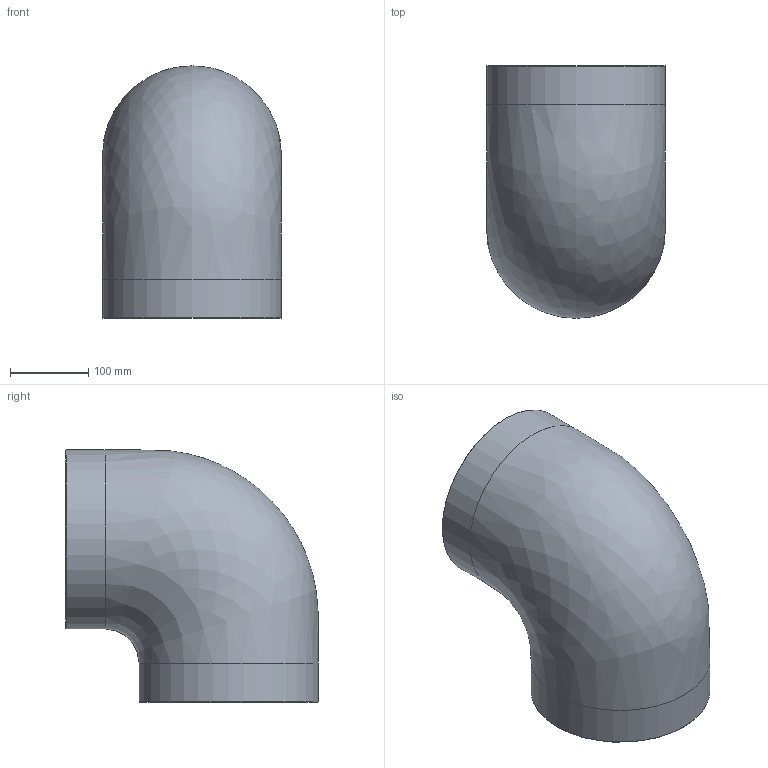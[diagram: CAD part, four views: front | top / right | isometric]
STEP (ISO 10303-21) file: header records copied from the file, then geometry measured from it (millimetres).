
FILE_DESCRIPTION(/* description */ (''),/* implementation_level */ '2;1');
FILE_NAME(/* name */ 'GIV200.ipt.stp',/* time_stamp */ '2013-10-01T14:41:45+02:00',/* author */ ('Marco de Biase'),/* organization */ (''),/* preprocessor_version */ 'ST-DEVELOPER v15.2',/* originating_system */ 'Autodesk Inventor 2014',/* authorisation */ '');
FILE_SCHEMA (('AUTOMOTIVE_DESIGN { 1 0 10303 214 3 1 1 }'));
Length unit declared in the file: millimetre
Products named in the file (1): GIV200
Bounding box: 229 x 322.5 x 322.5 mm (x, y, z)
Volume: 3886089 mm3; surface area: 519271.5 mm2
Topology: 1 solids, 1 shells, 13 faces, 33 edges, 24 vertices
Faces by surface type: cylinder 4, plane 4, bspline 3, torus 2
Full cylindrical faces by diameter (mm): 200 x2, 229 x2
Entity records: 1051 total; most frequent: CARTESIAN_POINT 713, DIRECTION 72, ORIENTED_EDGE 54, AXIS2_PLACEMENT_3D 35, EDGE_CURVE 27, CIRCLE 24, VERTEX_POINT 24, EDGE_LOOP 23
